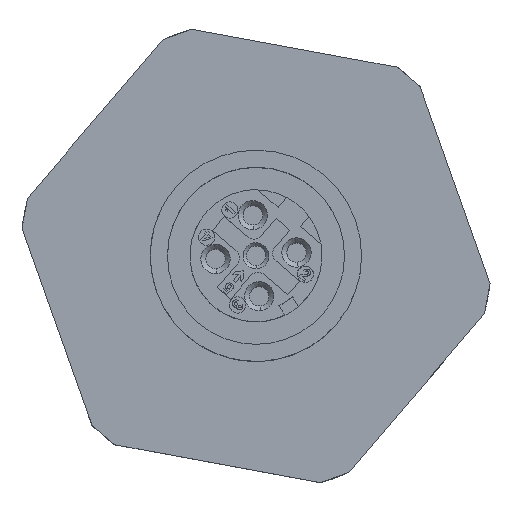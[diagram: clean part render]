
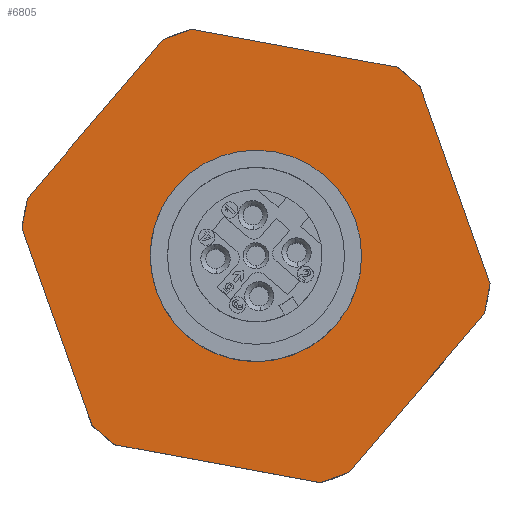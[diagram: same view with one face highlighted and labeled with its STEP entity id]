
A CAD part, top view. The second image highlights one B-rep face of the part: STEP entity #6805.
In plain terms, the highlighted planar face has unit normal (0, 0, 1).
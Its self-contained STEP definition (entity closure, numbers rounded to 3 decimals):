
#6586=AXIS2_PLACEMENT_3D('Circle Axis2P3D',#6584,#6585,$) ;
#6593=AXIS2_PLACEMENT_3D('Circle Axis2P3D',#6591,#6592,$) ;
#6669=AXIS2_PLACEMENT_3D('Circle Axis2P3D',#6667,#6668,$) ;
#6682=AXIS2_PLACEMENT_3D('Plane Axis2P3D',#6679,#6680,#6681) ;
#6581=CARTESIAN_POINT('Vertex',(19.344,9.732,23.6)) ;
#6584=CARTESIAN_POINT('Axis2P3D Location',(14.399,13.951,23.6)) ;
#6588=CARTESIAN_POINT('Vertex',(18.618,18.896,23.6)) ;
#6591=CARTESIAN_POINT('Axis2P3D Location',(14.399,13.951,23.6)) ;
#6595=CARTESIAN_POINT('Vertex',(9.454,18.17,23.6)) ;
#6667=CARTESIAN_POINT('Axis2P3D Location',(14.399,13.951,23.6)) ;
#6679=CARTESIAN_POINT('Axis2P3D Location',(15.244,-5.103,23.6)) ;
#6685=CARTESIAN_POINT('Control Point',(0.,15.658,23.6)) ;
#6686=CARTESIAN_POINT('Control Point',(0.044,16.031,23.6)) ;
#6687=CARTESIAN_POINT('Control Point',(0.1,16.402,23.6)) ;
#6688=CARTESIAN_POINT('Control Point',(0.169,16.772,23.6)) ;
#6689=CARTESIAN_POINT('Control Point',(0.249,17.139,23.6)) ;
#6690=CARTESIAN_POINT('Control Point',(0.341,17.502,23.6)) ;
#6691=CARTESIAN_POINT('Vertex',(0.,15.658,23.6)) ;
#6693=CARTESIAN_POINT('Vertex',(0.341,17.502,23.6)) ;
#6696=CARTESIAN_POINT('Line Origine',(2.147,9.605,23.6)) ;
#6700=CARTESIAN_POINT('Vertex',(4.294,3.552,23.6)) ;
#6704=CARTESIAN_POINT('Control Point',(5.721,2.334,23.6)) ;
#6705=CARTESIAN_POINT('Control Point',(5.42,2.559,23.6)) ;
#6706=CARTESIAN_POINT('Control Point',(5.127,2.793,23.6)) ;
#6707=CARTESIAN_POINT('Control Point',(4.841,3.037,23.6)) ;
#6708=CARTESIAN_POINT('Control Point',(4.563,3.29,23.6)) ;
#6709=CARTESIAN_POINT('Control Point',(4.294,3.552,23.6)) ;
#6710=CARTESIAN_POINT('Vertex',(5.721,2.334,23.6)) ;
#6713=CARTESIAN_POINT('Line Origine',(12.037,1.167,23.6)) ;
#6717=CARTESIAN_POINT('Vertex',(18.352,0.,23.6)) ;
#6721=CARTESIAN_POINT('Control Point',(20.12,0.627,23.6)) ;
#6722=CARTESIAN_POINT('Control Point',(19.775,0.479,23.6)) ;
#6723=CARTESIAN_POINT('Control Point',(19.426,0.342,23.6)) ;
#6724=CARTESIAN_POINT('Control Point',(19.071,0.216,23.6)) ;
#6725=CARTESIAN_POINT('Control Point',(18.713,0.102,23.6)) ;
#6726=CARTESIAN_POINT('Control Point',(18.352,0.,23.6)) ;
#6727=CARTESIAN_POINT('Vertex',(20.12,0.627,23.6)) ;
#6730=CARTESIAN_POINT('Line Origine',(24.289,5.513,23.6)) ;
#6734=CARTESIAN_POINT('Vertex',(28.457,10.399,23.6)) ;
#6738=CARTESIAN_POINT('Control Point',(28.798,12.243,23.6)) ;
#6739=CARTESIAN_POINT('Control Point',(28.754,11.871,23.6)) ;
#6740=CARTESIAN_POINT('Control Point',(28.698,11.5,23.6)) ;
#6741=CARTESIAN_POINT('Control Point',(28.629,11.13,23.6)) ;
#6742=CARTESIAN_POINT('Control Point',(28.549,10.763,23.6)) ;
#6743=CARTESIAN_POINT('Control Point',(28.457,10.399,23.6)) ;
#6744=CARTESIAN_POINT('Vertex',(28.798,12.243,23.6)) ;
#6747=CARTESIAN_POINT('Line Origine',(26.651,18.297,23.6)) ;
#6751=CARTESIAN_POINT('Vertex',(24.504,24.35,23.6)) ;
#6755=CARTESIAN_POINT('Control Point',(23.077,25.567,23.6)) ;
#6756=CARTESIAN_POINT('Control Point',(23.378,25.342,23.6)) ;
#6757=CARTESIAN_POINT('Control Point',(23.671,25.108,23.6)) ;
#6758=CARTESIAN_POINT('Control Point',(23.957,24.864,23.6)) ;
#6759=CARTESIAN_POINT('Control Point',(24.235,24.611,23.6)) ;
#6760=CARTESIAN_POINT('Control Point',(24.504,24.35,23.6)) ;
#6761=CARTESIAN_POINT('Vertex',(23.077,25.567,23.6)) ;
#6764=CARTESIAN_POINT('Line Origine',(16.762,26.734,23.6)) ;
#6768=CARTESIAN_POINT('Vertex',(10.446,27.901,23.6)) ;
#6772=CARTESIAN_POINT('Control Point',(8.678,27.274,23.6)) ;
#6773=CARTESIAN_POINT('Control Point',(9.023,27.422,23.6)) ;
#6774=CARTESIAN_POINT('Control Point',(9.373,27.559,23.6)) ;
#6775=CARTESIAN_POINT('Control Point',(9.727,27.685,23.6)) ;
#6776=CARTESIAN_POINT('Control Point',(10.085,27.799,23.6)) ;
#6777=CARTESIAN_POINT('Control Point',(10.446,27.901,23.6)) ;
#6778=CARTESIAN_POINT('Vertex',(8.678,27.274,23.6)) ;
#6781=CARTESIAN_POINT('Line Origine',(4.509,22.388,23.6)) ;
#6585=DIRECTION('Axis2P3D Direction',(0.,0.,-1.)) ;
#6592=DIRECTION('Axis2P3D Direction',(0.,0.,-1.)) ;
#6668=DIRECTION('Axis2P3D Direction',(0.,0.,-1.)) ;
#6680=DIRECTION('Axis2P3D Direction',(0.,0.,1.)) ;
#6681=DIRECTION('Axis2P3D XDirection',(-0.761,0.649,0.)) ;
#6697=DIRECTION('Vector Direction',(0.334,-0.942,0.)) ;
#6714=DIRECTION('Vector Direction',(0.983,-0.182,0.)) ;
#6731=DIRECTION('Vector Direction',(0.649,0.761,0.)) ;
#6748=DIRECTION('Vector Direction',(-0.334,0.942,0.)) ;
#6765=DIRECTION('Vector Direction',(-0.983,0.182,0.)) ;
#6782=DIRECTION('Vector Direction',(-0.649,-0.761,0.)) ;
#6698=VECTOR('Line Direction',#6697,1.) ;
#6715=VECTOR('Line Direction',#6714,1.) ;
#6732=VECTOR('Line Direction',#6731,1.) ;
#6749=VECTOR('Line Direction',#6748,1.) ;
#6766=VECTOR('Line Direction',#6765,1.) ;
#6783=VECTOR('Line Direction',#6782,1.) ;
#6787=ORIENTED_EDGE('',*,*,#6695,.F.) ;
#6788=ORIENTED_EDGE('',*,*,#6702,.T.) ;
#6789=ORIENTED_EDGE('',*,*,#6712,.F.) ;
#6790=ORIENTED_EDGE('',*,*,#6719,.T.) ;
#6791=ORIENTED_EDGE('',*,*,#6729,.F.) ;
#6792=ORIENTED_EDGE('',*,*,#6736,.T.) ;
#6793=ORIENTED_EDGE('',*,*,#6746,.F.) ;
#6794=ORIENTED_EDGE('',*,*,#6753,.T.) ;
#6795=ORIENTED_EDGE('',*,*,#6763,.F.) ;
#6796=ORIENTED_EDGE('',*,*,#6770,.T.) ;
#6797=ORIENTED_EDGE('',*,*,#6780,.F.) ;
#6798=ORIENTED_EDGE('',*,*,#6785,.T.) ;
#6801=ORIENTED_EDGE('',*,*,#6597,.T.) ;
#6802=ORIENTED_EDGE('',*,*,#6590,.T.) ;
#6803=ORIENTED_EDGE('',*,*,#6671,.T.) ;
#6804=FACE_BOUND('',#6800,.T.) ;
#6805=ADVANCED_FACE('Hauptk\X2\00F6\X0\rper',(#6799,#6804),#6683,.T.) ;
#6684=B_SPLINE_CURVE_WITH_KNOTS('',5,(#6685,#6686,#6687,#6688,#6689,#6690),.UNSPECIFIED.,.F.,.U.,(6,6),(0.,2.654),.UNSPECIFIED.) ;
#6703=B_SPLINE_CURVE_WITH_KNOTS('',5,(#6704,#6705,#6706,#6707,#6708,#6709),.UNSPECIFIED.,.F.,.U.,(6,6),(0.,2.654),.UNSPECIFIED.) ;
#6720=B_SPLINE_CURVE_WITH_KNOTS('',5,(#6721,#6722,#6723,#6724,#6725,#6726),.UNSPECIFIED.,.F.,.U.,(6,6),(0.,2.654),.UNSPECIFIED.) ;
#6737=B_SPLINE_CURVE_WITH_KNOTS('',5,(#6738,#6739,#6740,#6741,#6742,#6743),.UNSPECIFIED.,.F.,.U.,(6,6),(0.,2.654),.UNSPECIFIED.) ;
#6754=B_SPLINE_CURVE_WITH_KNOTS('',5,(#6755,#6756,#6757,#6758,#6759,#6760),.UNSPECIFIED.,.F.,.U.,(6,6),(0.,2.654),.UNSPECIFIED.) ;
#6771=B_SPLINE_CURVE_WITH_KNOTS('',5,(#6772,#6773,#6774,#6775,#6776,#6777),.UNSPECIFIED.,.F.,.U.,(6,6),(0.,2.654),.UNSPECIFIED.) ;
#6587=CIRCLE('generated circle',#6586,6.5) ;
#6594=CIRCLE('generated circle',#6593,6.5) ;
#6670=CIRCLE('generated circle',#6669,6.5) ;
#6590=EDGE_CURVE('',#6589,#6582,#6587,.T.) ;
#6597=EDGE_CURVE('',#6596,#6589,#6594,.T.) ;
#6671=EDGE_CURVE('',#6582,#6596,#6670,.T.) ;
#6695=EDGE_CURVE('',#6692,#6694,#6684,.T.) ;
#6702=EDGE_CURVE('',#6692,#6701,#6699,.T.) ;
#6712=EDGE_CURVE('',#6711,#6701,#6703,.T.) ;
#6719=EDGE_CURVE('',#6711,#6718,#6716,.T.) ;
#6729=EDGE_CURVE('',#6728,#6718,#6720,.T.) ;
#6736=EDGE_CURVE('',#6728,#6735,#6733,.T.) ;
#6746=EDGE_CURVE('',#6745,#6735,#6737,.T.) ;
#6753=EDGE_CURVE('',#6745,#6752,#6750,.T.) ;
#6763=EDGE_CURVE('',#6762,#6752,#6754,.T.) ;
#6770=EDGE_CURVE('',#6762,#6769,#6767,.T.) ;
#6780=EDGE_CURVE('',#6779,#6769,#6771,.T.) ;
#6785=EDGE_CURVE('',#6779,#6694,#6784,.T.) ;
#6786=EDGE_LOOP('',(#6787,#6788,#6789,#6790,#6791,#6792,#6793,#6794,#6795,#6796,#6797,#6798)) ;
#6800=EDGE_LOOP('',(#6801,#6802,#6803)) ;
#6799=FACE_OUTER_BOUND('',#6786,.T.) ;
#6699=LINE('Line',#6696,#6698) ;
#6716=LINE('Line',#6713,#6715) ;
#6733=LINE('Line',#6730,#6732) ;
#6750=LINE('Line',#6747,#6749) ;
#6767=LINE('Line',#6764,#6766) ;
#6784=LINE('Line',#6781,#6783) ;
#6683=PLANE('',#6682) ;
#6582=VERTEX_POINT('',#6581) ;
#6589=VERTEX_POINT('',#6588) ;
#6596=VERTEX_POINT('',#6595) ;
#6692=VERTEX_POINT('',#6691) ;
#6694=VERTEX_POINT('',#6693) ;
#6701=VERTEX_POINT('',#6700) ;
#6711=VERTEX_POINT('',#6710) ;
#6718=VERTEX_POINT('',#6717) ;
#6728=VERTEX_POINT('',#6727) ;
#6735=VERTEX_POINT('',#6734) ;
#6745=VERTEX_POINT('',#6744) ;
#6752=VERTEX_POINT('',#6751) ;
#6762=VERTEX_POINT('',#6761) ;
#6769=VERTEX_POINT('',#6768) ;
#6779=VERTEX_POINT('',#6778) ;
